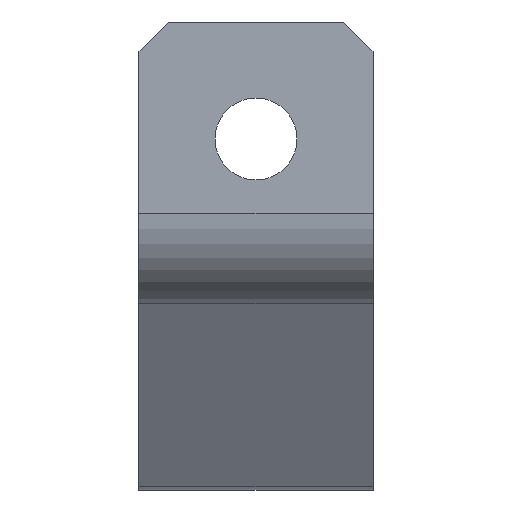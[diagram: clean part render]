
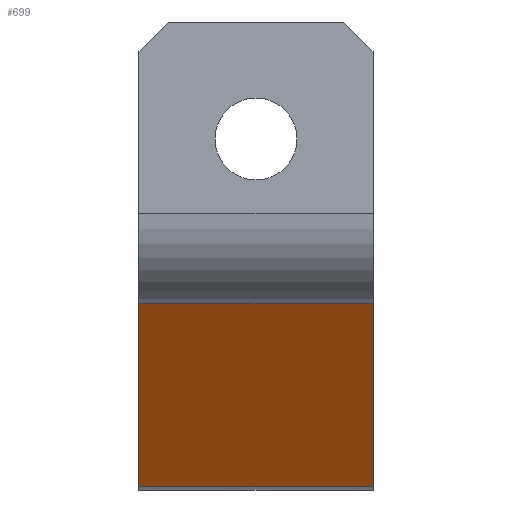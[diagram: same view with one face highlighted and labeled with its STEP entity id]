
A CAD part, front view. The second image highlights one B-rep face of the part: STEP entity #699.
In plain terms, the highlighted planar face has unit normal (0, -0.259, -0.966).
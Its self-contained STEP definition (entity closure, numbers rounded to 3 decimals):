
#42 = FACE_OUTER_BOUND ( 'NONE', #501, .T. ) ;
#49 = DIRECTION ( 'NONE',  ( -1., 0., 0. ) ) ;
#63 = AXIS2_PLACEMENT_3D ( 'NONE', #718, #647, #49 ) ;
#103 = DIRECTION ( 'NONE',  ( -1., 0., 0. ) ) ;
#109 = ORIENTED_EDGE ( 'NONE', *, *, #307, .T. ) ;
#113 = CARTESIAN_POINT ( 'NONE',  ( 80., 13.587, 95.545 ) ) ;
#129 = EDGE_CURVE ( 'NONE', #677, #368, #734, .T. ) ;
#133 = VECTOR ( 'NONE', #668, 1000. ) ;
#138 = EDGE_CURVE ( 'NONE', #677, #401, #340, .T. ) ;
#146 = DIRECTION ( 'NONE',  ( 0., 0.966, -0.259 ) ) ;
#181 = PLANE ( 'NONE',  #63 ) ;
#272 = DIRECTION ( 'NONE',  ( 0., -0.966, 0.259 ) ) ;
#307 = EDGE_CURVE ( 'NONE', #401, #435, #562, .T. ) ;
#315 = VECTOR ( 'NONE', #146, 1000. ) ;
#340 = LINE ( 'NONE', #739, #814 ) ;
#363 = CARTESIAN_POINT ( 'NONE',  ( 80., -103.141, 126.822 ) ) ;
#368 = VERTEX_POINT ( 'NONE', #764 ) ;
#401 = VERTEX_POINT ( 'NONE', #363 ) ;
#414 = ORIENTED_EDGE ( 'NONE', *, *, #607, .T. ) ;
#435 = VERTEX_POINT ( 'NONE', #723 ) ;
#436 = VECTOR ( 'NONE', #103, 1000. ) ;
#501 = EDGE_LOOP ( 'NONE', ( #414, #538, #557, #109 ) ) ;
#538 = ORIENTED_EDGE ( 'NONE', *, *, #129, .F. ) ;
#557 = ORIENTED_EDGE ( 'NONE', *, *, #138, .T. ) ;
#562 = LINE ( 'NONE', #712, #436 ) ;
#607 = EDGE_CURVE ( 'NONE', #435, #368, #679, .T. ) ;
#647 = DIRECTION ( 'NONE',  ( 0., -0.259, -0.966 ) ) ;
#668 = DIRECTION ( 'NONE',  ( -1., 0., 0. ) ) ;
#677 = VERTEX_POINT ( 'NONE', #113 ) ;
#679 = LINE ( 'NONE', #748, #315 ) ;
#681 = CARTESIAN_POINT ( 'NONE',  ( 80., 13.587, 95.545 ) ) ;
#699 = ADVANCED_FACE ( 'NONE', ( #42 ), #181, .T. ) ;
#712 = CARTESIAN_POINT ( 'NONE',  ( 80., -103.141, 126.822 ) ) ;
#718 = CARTESIAN_POINT ( 'NONE',  ( 80., -103.141, 126.822 ) ) ;
#723 = CARTESIAN_POINT ( 'NONE',  ( 40., -103.141, 126.822 ) ) ;
#734 = LINE ( 'NONE', #681, #133 ) ;
#739 = CARTESIAN_POINT ( 'NONE',  ( 80., 13.587, 95.545 ) ) ;
#748 = CARTESIAN_POINT ( 'NONE',  ( 40., -103.141, 126.822 ) ) ;
#764 = CARTESIAN_POINT ( 'NONE',  ( 40., 13.587, 95.545 ) ) ;
#814 = VECTOR ( 'NONE', #272, 1000. ) ;
